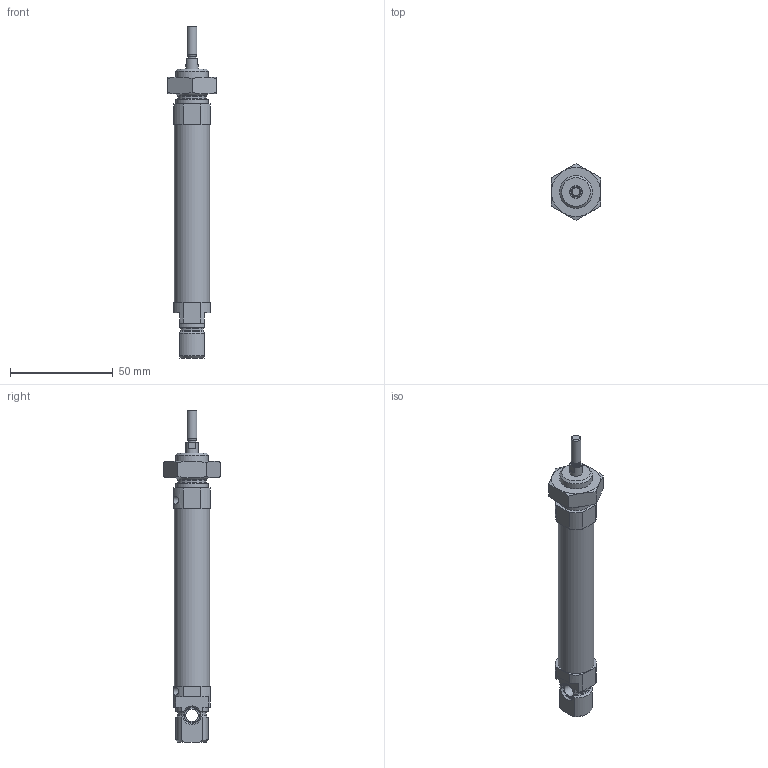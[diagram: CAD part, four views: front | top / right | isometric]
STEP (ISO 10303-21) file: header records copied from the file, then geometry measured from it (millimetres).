
FILE_DESCRIPTION(/* description */ ('STEP AP214'),/* implementation_level */ '2;1');
FILE_NAME(/* name */ '546390_DSNU-5_8-2-PPV-A-B',/* time_stamp */ '2024-08-22T20:23:09+02:00',/* author */ ('License CC BY-ND 4.0'),/* organization */ ('CADENAS'),/* preprocessor_version */ 'ST-DEVELOPER v19.3',/* originating_system */ 'PARTsolutions',/* authorisation */ ' ');
FILE_SCHEMA (('AUTOMOTIVE_DESIGN {1 0 10303 214 3 1 1}'));
Length unit declared in the file: millimetre
Products named in the file (4): 546390 DSNU-5/8-2-PPV-A-B---(0); 546390 DSNU-5/8-2-PPV---(-----0-ZR); DIN-439-B - M16x1.5(F); 546390 DSNU-5/8-2-PPV---(----00--0-KS)
Assembly tree (3 placements, depth 2):
  546390 DSNU-5/8-2-PPV-A-B---(0)
    546390 DSNU-5/8-2-PPV---(-----0-ZR)
    DIN-439-B - M16x1.5(F)
    546390 DSNU-5/8-2-PPV---(----00--0-KS)
Bounding box: 24 x 27.71 x 161.8 mm (x, y, z)
Volume: 25576.8 mm3; surface area: 16920.8 mm2
Topology: 3 solids, 3 shells, 133 faces, 322 edges, 206 vertices
Faces by surface type: plane 57, cylinder 44, cone 24, torus 8
Full cylindrical faces by diameter (mm): 2.85 x1, 2.9 x1, 3 x2, 3.68 x1, 3.8 x2, 3.9 x1, 3.967 x1, 4.826 x1, 6 x3, 8 x2, 13.7 x1, 14.376 x1, 16 x4, 17.3 x1
Entity records: 4580 total; most frequent: CARTESIAN_POINT 813, DIRECTION 626, ORIENTED_EDGE 554, EDGE_CURVE 277, AXIS2_PLACEMENT_3D 265, VERTEX_POINT 201, EDGE_LOOP 190, FACE_BOUND 190
